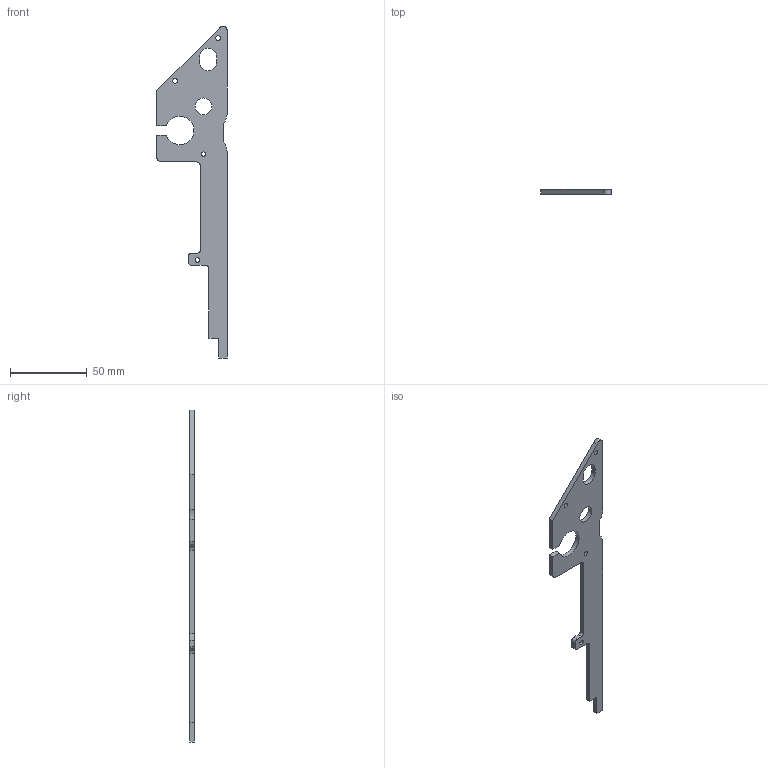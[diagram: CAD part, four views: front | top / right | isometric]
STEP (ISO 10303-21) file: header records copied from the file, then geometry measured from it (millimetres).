
FILE_DESCRIPTION(/* description */ (''),/* implementation_level */ '2;1');
FILE_NAME(/* name */ 'Top Cover Left Lower.step',/* time_stamp */ '2022-05-18T19:05:07-04:00',/* author */ (''),/* organization */ (''),/* preprocessor_version */ 'ST-DEVELOPER v18.1',/* originating_system */ 'Autodesk Translation Framework v10.14.0.1471',/* authorisation */ '');
FILE_SCHEMA (('AUTOMOTIVE_DESIGN { 1 0 10303 214 3 1 1 }'));
Length unit declared in the file: millimetre
Products named in the file (1): Top Cover Left Lower
Bounding box: 46 x 3.17 x 216.65 mm (x, y, z)
Volume: 14171.5 mm3; surface area: 11093.8 mm2
Topology: 1 solids, 1 shells, 38 faces, 108 edges, 72 vertices
Faces by surface type: plane 21, cylinder 15, bspline 2
Full cylindrical faces by diameter (mm): 3 x4, 11 x1
Entity records: 1398 total; most frequent: CARTESIAN_POINT 333, ORIENTED_EDGE 216, DIRECTION 204, EDGE_CURVE 108, VERTEX_POINT 72, LINE 70, VECTOR 70, AXIS2_PLACEMENT_3D 67
